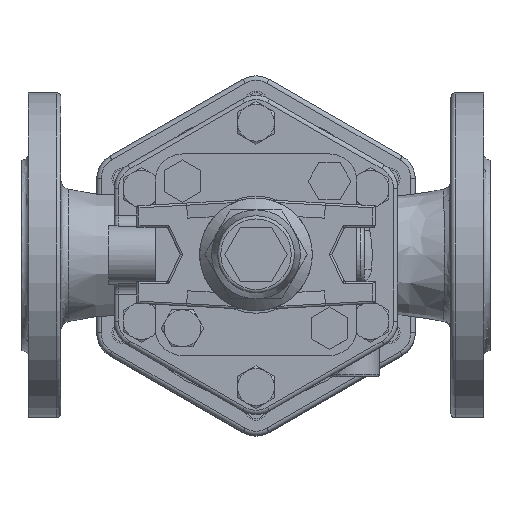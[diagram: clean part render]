
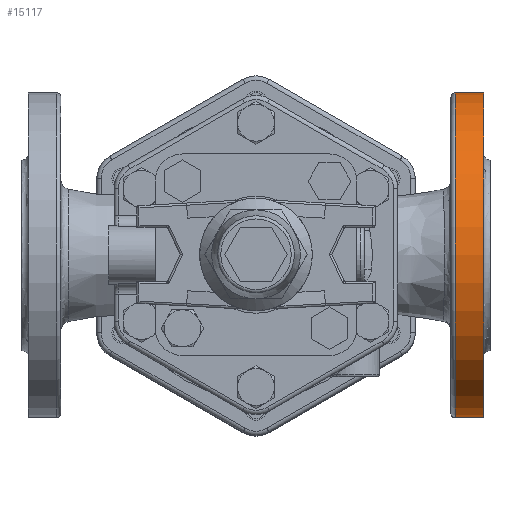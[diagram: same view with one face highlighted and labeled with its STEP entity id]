
A CAD part, top view. The second image highlights one B-rep face of the part: STEP entity #15117.
In plain terms, the highlighted cylindrical face has radius 75 mm (diameter 150 mm), a full revolution.
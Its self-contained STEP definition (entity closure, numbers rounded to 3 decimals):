
#471=FACE_BOUND('',#2466,.T.);
#1425=FACE_OUTER_BOUND('',#2465,.T.);
#2465=EDGE_LOOP('',(#10558));
#2466=EDGE_LOOP('',(#10559));
#5268=CIRCLE('',#16153,75.);
#5274=CIRCLE('',#16161,75.);
#6589=VERTEX_POINT('',#23531);
#6596=VERTEX_POINT('',#23600);
#8119=EDGE_CURVE('',#6589,#6589,#5268,.T.);
#8126=EDGE_CURVE('',#6596,#6596,#5274,.T.);
#10558=ORIENTED_EDGE('',*,*,#8126,.T.);
#10559=ORIENTED_EDGE('',*,*,#8119,.F.);
#14790=CYLINDRICAL_SURFACE('',#16160,75.);
#15117=ADVANCED_FACE('',(#1425,#471),#14790,.T.);
#16153=AXIS2_PLACEMENT_3D('',#23532,#18019,#18020);
#16160=AXIS2_PLACEMENT_3D('',#23599,#18033,#18034);
#16161=AXIS2_PLACEMENT_3D('',#23601,#18035,#18036);
#18019=DIRECTION('center_axis',(-1.,0.,0.));
#18020=DIRECTION('ref_axis',(0.,0.,1.));
#18033=DIRECTION('center_axis',(1.,0.,0.));
#18034=DIRECTION('ref_axis',(0.,0.,1.));
#18035=DIRECTION('center_axis',(-1.,0.,0.));
#18036=DIRECTION('ref_axis',(0.,0.,1.));
#23531=CARTESIAN_POINT('',(92.,0.,33.));
#23532=CARTESIAN_POINT('Origin',(92.,0.,108.));
#23599=CARTESIAN_POINT('Origin',(90.,0.,108.));
#23600=CARTESIAN_POINT('',(105.,0.,33.));
#23601=CARTESIAN_POINT('Origin',(105.,0.,108.));
